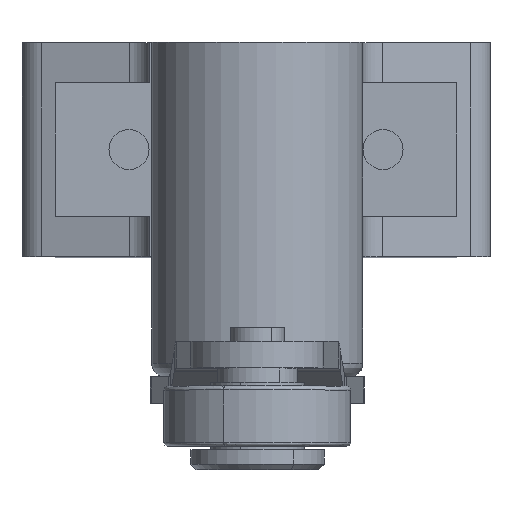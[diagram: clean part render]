
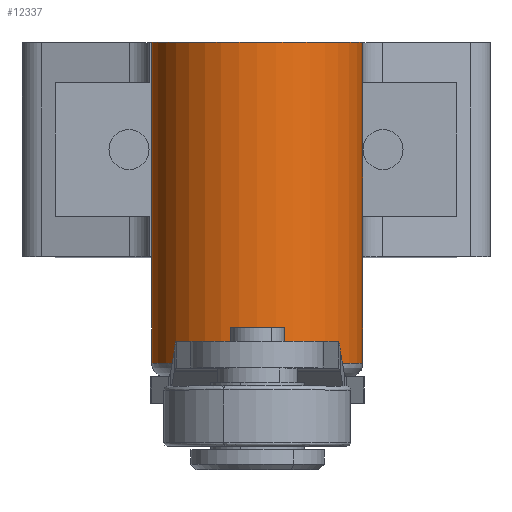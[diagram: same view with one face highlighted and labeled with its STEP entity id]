
A CAD part, top view. The second image highlights one B-rep face of the part: STEP entity #12337.
In plain terms, the highlighted cylindrical face has radius 7.9 mm (diameter 15.8 mm), a partial arc.
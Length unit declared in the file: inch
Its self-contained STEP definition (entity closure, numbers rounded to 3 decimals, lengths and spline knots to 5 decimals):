
#1141 = EDGE_CURVE ( 'NONE', #32560, #19921, #20564, .T. ) ;
#1264 = CARTESIAN_POINT ( 'NONE',  ( -0.02984, -0.62992, 2.23313 ) ) ;
#2293 = CIRCLE ( 'NONE', #30280, 0.31102 ) ;
#3359 = FACE_OUTER_BOUND ( 'NONE', #11229, .T. ) ;
#3770 = EDGE_CURVE ( 'NONE', #20383, #4771, #2293, .T. ) ;
#4771 = VERTEX_POINT ( 'NONE', #9970 ) ;
#5419 = CARTESIAN_POINT ( 'NONE',  ( 0.28119, 0.31496, 2.23313 ) ) ;
#6391 = AXIS2_PLACEMENT_3D ( 'NONE', #13293, #18611, #10268 ) ;
#6420 = VECTOR ( 'NONE', #18681, 39.37008 ) ;
#8217 = VECTOR ( 'NONE', #19870, 39.37008 ) ;
#9504 = EDGE_CURVE ( 'NONE', #22901, #4771, #20486, .T. ) ;
#9823 = CARTESIAN_POINT ( 'NONE',  ( -0.34086, 0.31496, 2.23313 ) ) ;
#9970 = CARTESIAN_POINT ( 'NONE',  ( 0.28119, -0.62992, 2.23313 ) ) ;
#10268 = DIRECTION ( 'NONE',  ( 1., 0., 0. ) ) ;
#10668 = ORIENTED_EDGE ( 'NONE', *, *, #30121, .T. ) ;
#11229 = EDGE_LOOP ( 'NONE', ( #20867, #18765, #29905, #23328, #10668, #18230 ) ) ;
#12337 = ADVANCED_FACE ( 'NONE', ( #3359 ), #17394, .T. ) ;
#13293 = CARTESIAN_POINT ( 'NONE',  ( -0.02984, 0.31496, 2.23313 ) ) ;
#13309 = CARTESIAN_POINT ( 'NONE',  ( 0.28119, -0.31496, 2.23313 ) ) ;
#13464 = VECTOR ( 'NONE', #25941, 39.37008 ) ;
#14326 = CARTESIAN_POINT ( 'NONE',  ( -0.34086, 0.31496, 2.23313 ) ) ;
#15557 = EDGE_CURVE ( 'NONE', #23764, #32560, #26744, .T. ) ;
#17394 = CYLINDRICAL_SURFACE ( 'NONE', #6391, 0.31102 ) ;
#18230 = ORIENTED_EDGE ( 'NONE', *, *, #15557, .T. ) ;
#18611 = DIRECTION ( 'NONE',  ( 0., -1., 0. ) ) ;
#18681 = DIRECTION ( 'NONE',  ( 0., 1., 0. ) ) ;
#18703 = AXIS2_PLACEMENT_3D ( 'NONE', #29123, #26448, #21158 ) ;
#18765 = ORIENTED_EDGE ( 'NONE', *, *, #26505, .T. ) ;
#19870 = DIRECTION ( 'NONE',  ( 0., -1., 0. ) ) ;
#19921 = VERTEX_POINT ( 'NONE', #22190 ) ;
#20383 = VERTEX_POINT ( 'NONE', #25749 ) ;
#20486 = LINE ( 'NONE', #31286, #13464 ) ;
#20564 = LINE ( 'NONE', #27844, #32910 ) ;
#20867 = ORIENTED_EDGE ( 'NONE', *, *, #1141, .T. ) ;
#21158 = DIRECTION ( 'NONE',  ( 1., 0., 0. ) ) ;
#22190 = CARTESIAN_POINT ( 'NONE',  ( -0.34086, -0.31496, 2.23313 ) ) ;
#22688 = DIRECTION ( 'NONE',  ( 0., 1., 0. ) ) ;
#22901 = VERTEX_POINT ( 'NONE', #13309 ) ;
#23328 = ORIENTED_EDGE ( 'NONE', *, *, #9504, .F. ) ;
#23764 = VERTEX_POINT ( 'NONE', #32615 ) ;
#24973 = DIRECTION ( 'NONE',  ( 1., 0., 0. ) ) ;
#25090 = LINE ( 'NONE', #14326, #8217 ) ;
#25749 = CARTESIAN_POINT ( 'NONE',  ( -0.34086, -0.62992, 2.23313 ) ) ;
#25941 = DIRECTION ( 'NONE',  ( 0., -1., 0. ) ) ;
#26448 = DIRECTION ( 'NONE',  ( 0., -1., 0. ) ) ;
#26505 = EDGE_CURVE ( 'NONE', #19921, #20383, #25090, .T. ) ;
#26744 = CIRCLE ( 'NONE', #18703, 0.31102 ) ;
#27844 = CARTESIAN_POINT ( 'NONE',  ( -0.34086, 0.31496, 2.23313 ) ) ;
#27973 = DIRECTION ( 'NONE',  ( 0., -1., 0. ) ) ;
#29123 = CARTESIAN_POINT ( 'NONE',  ( -0.02984, 0.31496, 2.23313 ) ) ;
#29905 = ORIENTED_EDGE ( 'NONE', *, *, #3770, .T. ) ;
#30121 = EDGE_CURVE ( 'NONE', #22901, #23764, #31608, .T. ) ;
#30280 = AXIS2_PLACEMENT_3D ( 'NONE', #1264, #22688, #24973 ) ;
#31286 = CARTESIAN_POINT ( 'NONE',  ( 0.28119, 0.31496, 2.23313 ) ) ;
#31608 = LINE ( 'NONE', #5419, #6420 ) ;
#32560 = VERTEX_POINT ( 'NONE', #9823 ) ;
#32615 = CARTESIAN_POINT ( 'NONE',  ( 0.28119, 0.31496, 2.23313 ) ) ;
#32910 = VECTOR ( 'NONE', #27973, 39.37008 ) ;
